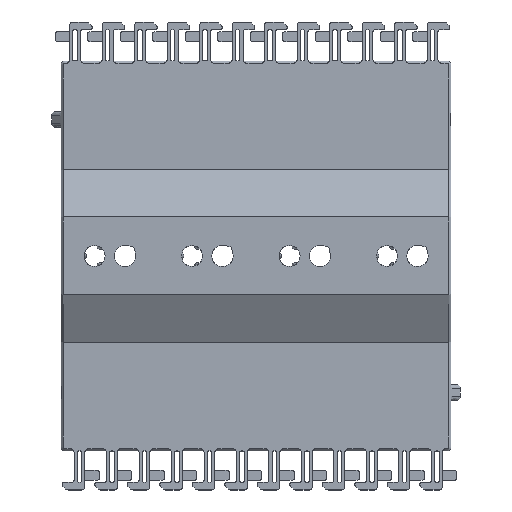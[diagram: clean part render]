
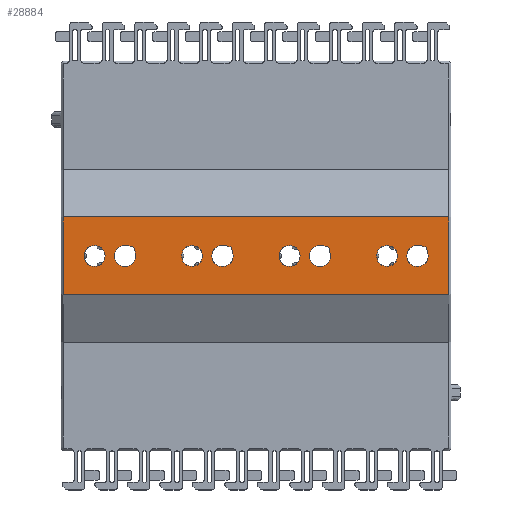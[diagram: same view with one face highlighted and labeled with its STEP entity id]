
A CAD part, top view. The second image highlights one B-rep face of the part: STEP entity #28884.
In plain terms, the highlighted planar face has unit normal (0, 0, 1).
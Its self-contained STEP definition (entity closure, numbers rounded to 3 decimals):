
#21807 = EDGE_CURVE('',#21808,#21808,#21810,.T.);
#21808 = VERTEX_POINT('',#21809);
#21809 = CARTESIAN_POINT('',(30.9,0.,10.));
#21810 = CIRCLE('',#21811,2.7);
#21811 = AXIS2_PLACEMENT_3D('',#21812,#21813,#21814);
#21812 = CARTESIAN_POINT('',(33.6,0.,10.));
#21813 = DIRECTION('',(0.,0.,1.));
#21814 = DIRECTION('',(-1.,0.,0.));
#22418 = EDGE_CURVE('',#22419,#22419,#22421,.T.);
#22419 = VERTEX_POINT('',#22420);
#22420 = CARTESIAN_POINT('',(5.9,0.,10.));
#22421 = CIRCLE('',#22422,2.7);
#22422 = AXIS2_PLACEMENT_3D('',#22423,#22424,#22425);
#22423 = CARTESIAN_POINT('',(8.6,0.,10.));
#22424 = DIRECTION('',(0.,0.,1.));
#22425 = DIRECTION('',(-1.,0.,0.));
#24299 = EDGE_CURVE('',#24300,#24300,#24302,.T.);
#24300 = VERTEX_POINT('',#24301);
#24301 = CARTESIAN_POINT('',(-19.1,0.,10.));
#24302 = CIRCLE('',#24303,2.7);
#24303 = AXIS2_PLACEMENT_3D('',#24304,#24305,#24306);
#24304 = CARTESIAN_POINT('',(-16.4,0.,10.));
#24305 = DIRECTION('',(0.,0.,1.));
#24306 = DIRECTION('',(-1.,0.,0.));
#24910 = EDGE_CURVE('',#24911,#24911,#24913,.T.);
#24911 = VERTEX_POINT('',#24912);
#24912 = CARTESIAN_POINT('',(-44.1,0.,10.));
#24913 = CIRCLE('',#24914,2.7);
#24914 = AXIS2_PLACEMENT_3D('',#24915,#24916,#24917);
#24915 = CARTESIAN_POINT('',(-41.4,0.,10.));
#24916 = DIRECTION('',(0.,0.,1.));
#24917 = DIRECTION('',(-1.,0.,0.));
#27380 = VERTEX_POINT('',#27381);
#27381 = CARTESIAN_POINT('',(-49.4,10.,10.));
#28545 = VERTEX_POINT('',#28546);
#28546 = CARTESIAN_POINT('',(49.4,-10.,10.));
#28884 = ADVANCED_FACE('',(#28885,#28915,#28942,#28945,#28972,#28975,
    #29002,#29005,#29032),#29035,.T.);
#28885 = FACE_BOUND('',#28886,.T.);
#28886 = EDGE_LOOP('',(#28887,#28895,#28903,#28909));
#28887 = ORIENTED_EDGE('',*,*,#28888,.T.);
#28888 = EDGE_CURVE('',#28889,#28545,#28891,.T.);
#28889 = VERTEX_POINT('',#28890);
#28890 = CARTESIAN_POINT('',(-49.4,-10.,10.));
#28891 = LINE('',#28892,#28893);
#28892 = CARTESIAN_POINT('',(-50.,-10.,10.));
#28893 = VECTOR('',#28894,1.);
#28894 = DIRECTION('',(1.,0.,0.));
#28895 = ORIENTED_EDGE('',*,*,#28896,.T.);
#28896 = EDGE_CURVE('',#28545,#28897,#28899,.T.);
#28897 = VERTEX_POINT('',#28898);
#28898 = CARTESIAN_POINT('',(49.4,10.,10.));
#28899 = LINE('',#28900,#28901);
#28900 = CARTESIAN_POINT('',(49.4,-10.,10.));
#28901 = VECTOR('',#28902,1.);
#28902 = DIRECTION('',(0.,1.,0.));
#28903 = ORIENTED_EDGE('',*,*,#28904,.F.);
#28904 = EDGE_CURVE('',#27380,#28897,#28905,.T.);
#28905 = LINE('',#28906,#28907);
#28906 = CARTESIAN_POINT('',(-50.,10.,10.));
#28907 = VECTOR('',#28908,1.);
#28908 = DIRECTION('',(1.,0.,0.));
#28909 = ORIENTED_EDGE('',*,*,#28910,.F.);
#28910 = EDGE_CURVE('',#28889,#27380,#28911,.T.);
#28911 = LINE('',#28912,#28913);
#28912 = CARTESIAN_POINT('',(-49.4,-10.,10.));
#28913 = VECTOR('',#28914,1.);
#28914 = DIRECTION('',(0.,1.,0.));
#28915 = FACE_BOUND('',#28916,.T.);
#28916 = EDGE_LOOP('',(#28917,#28927,#28936));
#28917 = ORIENTED_EDGE('',*,*,#28918,.T.);
#28918 = EDGE_CURVE('',#28919,#28921,#28923,.T.);
#28919 = VERTEX_POINT('',#28920);
#28920 = CARTESIAN_POINT('',(43.645,2.245,10.));
#28921 = VERTEX_POINT('',#28922);
#28922 = CARTESIAN_POINT('',(44.056,0.712,10.));
#28923 = LINE('',#28924,#28925);
#28924 = CARTESIAN_POINT('',(42.245,7.472,10.));
#28925 = VECTOR('',#28926,1.);
#28926 = DIRECTION('',(0.259,-0.966,0.
    ));
#28927 = ORIENTED_EDGE('',*,*,#28928,.T.);
#28928 = EDGE_CURVE('',#28921,#28929,#28931,.T.);
#28929 = VERTEX_POINT('',#28930);
#28930 = CARTESIAN_POINT('',(42.112,2.656,10.));
#28931 = CIRCLE('',#28932,2.75);
#28932 = AXIS2_PLACEMENT_3D('',#28933,#28934,#28935);
#28933 = CARTESIAN_POINT('',(41.4,0.,10.));
#28934 = DIRECTION('',(0.,0.,-1.));
#28935 = DIRECTION('',(1.,0.,0.));
#28936 = ORIENTED_EDGE('',*,*,#28937,.F.);
#28937 = EDGE_CURVE('',#28919,#28929,#28938,.T.);
#28938 = LINE('',#28939,#28940);
#28939 = CARTESIAN_POINT('',(0.723,13.746,10.));
#28940 = VECTOR('',#28941,1.);
#28941 = DIRECTION('',(-0.966,0.259,0.
    ));
#28942 = FACE_BOUND('',#28943,.T.);
#28943 = EDGE_LOOP('',(#28944));
#28944 = ORIENTED_EDGE('',*,*,#21807,.F.);
#28945 = FACE_BOUND('',#28946,.T.);
#28946 = EDGE_LOOP('',(#28947,#28957,#28966));
#28947 = ORIENTED_EDGE('',*,*,#28948,.T.);
#28948 = EDGE_CURVE('',#28949,#28951,#28953,.T.);
#28949 = VERTEX_POINT('',#28950);
#28950 = CARTESIAN_POINT('',(18.645,2.245,10.));
#28951 = VERTEX_POINT('',#28952);
#28952 = CARTESIAN_POINT('',(19.056,0.712,10.));
#28953 = LINE('',#28954,#28955);
#28954 = CARTESIAN_POINT('',(18.082,4.347,10.));
#28955 = VECTOR('',#28956,1.);
#28956 = DIRECTION('',(0.259,-0.966,0.
    ));
#28957 = ORIENTED_EDGE('',*,*,#28958,.T.);
#28958 = EDGE_CURVE('',#28951,#28959,#28961,.T.);
#28959 = VERTEX_POINT('',#28960);
#28960 = CARTESIAN_POINT('',(17.112,2.656,10.));
#28961 = CIRCLE('',#28962,2.75);
#28962 = AXIS2_PLACEMENT_3D('',#28963,#28964,#28965);
#28963 = CARTESIAN_POINT('',(16.4,0.,10.));
#28964 = DIRECTION('',(0.,0.,-1.));
#28965 = DIRECTION('',(1.,0.,0.));
#28966 = ORIENTED_EDGE('',*,*,#28967,.F.);
#28967 = EDGE_CURVE('',#28949,#28959,#28968,.T.);
#28968 = LINE('',#28969,#28970);
#28969 = CARTESIAN_POINT('',(-12.614,10.621,10.));
#28970 = VECTOR('',#28971,1.);
#28971 = DIRECTION('',(-0.966,0.259,0.
    ));
#28972 = FACE_BOUND('',#28973,.T.);
#28973 = EDGE_LOOP('',(#28974));
#28974 = ORIENTED_EDGE('',*,*,#22418,.F.);
#28975 = FACE_BOUND('',#28976,.T.);
#28976 = EDGE_LOOP('',(#28977,#28987,#28996));
#28977 = ORIENTED_EDGE('',*,*,#28978,.T.);
#28978 = EDGE_CURVE('',#28979,#28981,#28983,.T.);
#28979 = VERTEX_POINT('',#28980);
#28980 = CARTESIAN_POINT('',(-6.355,2.245,10.));
#28981 = VERTEX_POINT('',#28982);
#28982 = CARTESIAN_POINT('',(-5.944,0.712,10.));
#28983 = LINE('',#28984,#28985);
#28984 = CARTESIAN_POINT('',(-6.08,1.222,10.));
#28985 = VECTOR('',#28986,1.);
#28986 = DIRECTION('',(0.259,-0.966,0.
    ));
#28987 = ORIENTED_EDGE('',*,*,#28988,.T.);
#28988 = EDGE_CURVE('',#28981,#28989,#28991,.T.);
#28989 = VERTEX_POINT('',#28990);
#28990 = CARTESIAN_POINT('',(-7.888,2.656,10.));
#28991 = CIRCLE('',#28992,2.75);
#28992 = AXIS2_PLACEMENT_3D('',#28993,#28994,#28995);
#28993 = CARTESIAN_POINT('',(-8.6,0.,10.));
#28994 = DIRECTION('',(0.,0.,-1.));
#28995 = DIRECTION('',(1.,0.,0.));
#28996 = ORIENTED_EDGE('',*,*,#28997,.F.);
#28997 = EDGE_CURVE('',#28979,#28989,#28998,.T.);
#28998 = LINE('',#28999,#29000);
#28999 = CARTESIAN_POINT('',(-25.952,7.496,10.));
#29000 = VECTOR('',#29001,1.);
#29001 = DIRECTION('',(-0.966,0.259,0.
    ));
#29002 = FACE_BOUND('',#29003,.T.);
#29003 = EDGE_LOOP('',(#29004));
#29004 = ORIENTED_EDGE('',*,*,#24299,.F.);
#29005 = FACE_BOUND('',#29006,.T.);
#29006 = EDGE_LOOP('',(#29007,#29017,#29026));
#29007 = ORIENTED_EDGE('',*,*,#29008,.T.);
#29008 = EDGE_CURVE('',#29009,#29011,#29013,.T.);
#29009 = VERTEX_POINT('',#29010);
#29010 = CARTESIAN_POINT('',(-31.355,2.245,10.));
#29011 = VERTEX_POINT('',#29012);
#29012 = CARTESIAN_POINT('',(-30.944,0.712,10.));
#29013 = LINE('',#29014,#29015);
#29014 = CARTESIAN_POINT('',(-30.243,-1.903,10.));
#29015 = VECTOR('',#29016,1.);
#29016 = DIRECTION('',(0.259,-0.966,0.
    ));
#29017 = ORIENTED_EDGE('',*,*,#29018,.T.);
#29018 = EDGE_CURVE('',#29011,#29019,#29021,.T.);
#29019 = VERTEX_POINT('',#29020);
#29020 = CARTESIAN_POINT('',(-32.888,2.656,10.));
#29021 = CIRCLE('',#29022,2.75);
#29022 = AXIS2_PLACEMENT_3D('',#29023,#29024,#29025);
#29023 = CARTESIAN_POINT('',(-33.6,0.,10.));
#29024 = DIRECTION('',(0.,0.,-1.));
#29025 = DIRECTION('',(1.,0.,0.));
#29026 = ORIENTED_EDGE('',*,*,#29027,.F.);
#29027 = EDGE_CURVE('',#29009,#29019,#29028,.T.);
#29028 = LINE('',#29029,#29030);
#29029 = CARTESIAN_POINT('',(-39.289,4.371,10.));
#29030 = VECTOR('',#29031,1.);
#29031 = DIRECTION('',(-0.966,0.259,0.
    ));
#29032 = FACE_BOUND('',#29033,.T.);
#29033 = EDGE_LOOP('',(#29034));
#29034 = ORIENTED_EDGE('',*,*,#24910,.F.);
#29035 = PLANE('',#29036);
#29036 = AXIS2_PLACEMENT_3D('',#29037,#29038,#29039);
#29037 = CARTESIAN_POINT('',(-50.,-10.,10.));
#29038 = DIRECTION('',(0.,0.,1.));
#29039 = DIRECTION('',(0.,1.,0.));
